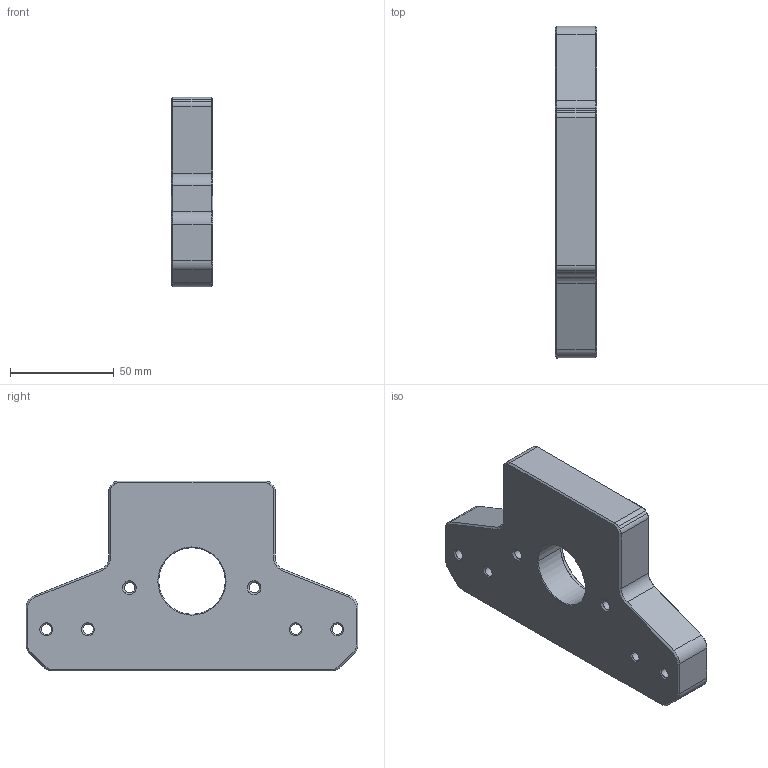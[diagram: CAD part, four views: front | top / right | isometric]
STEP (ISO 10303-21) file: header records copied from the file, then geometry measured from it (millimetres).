
FILE_DESCRIPTION (( 'STEP AP214' ), '1' );
FILE_NAME ('X Axis Motor Mount.STEP', '2024-11-29T22:01:48', ( '' ), ( '' ), 'SwSTEP 2.0', 'SolidWorks 2024', '' );
FILE_SCHEMA (( 'AUTOMOTIVE_DESIGN' ));
Length unit declared in the file: inch
Products named in the file (1): X Axis Motor Mount
Bounding box: 20 x 159.76 x 91.25 mm (x, y, z)
Volume: 183913.2 mm3; surface area: 34325.9 mm2
Topology: 1 solids, 1 shells, 175 faces, 420 edges, 245 vertices
Faces by surface type: cone 72, cylinder 58, plane 45
Entity records: 5479 total; most frequent: CARTESIAN_POINT 1351, DIRECTION 918, ORIENTED_EDGE 804, EDGE_CURVE 402, AXIS2_PLACEMENT_3D 352, VERTEX_POINT 245, VECTOR 214, LINE 214
